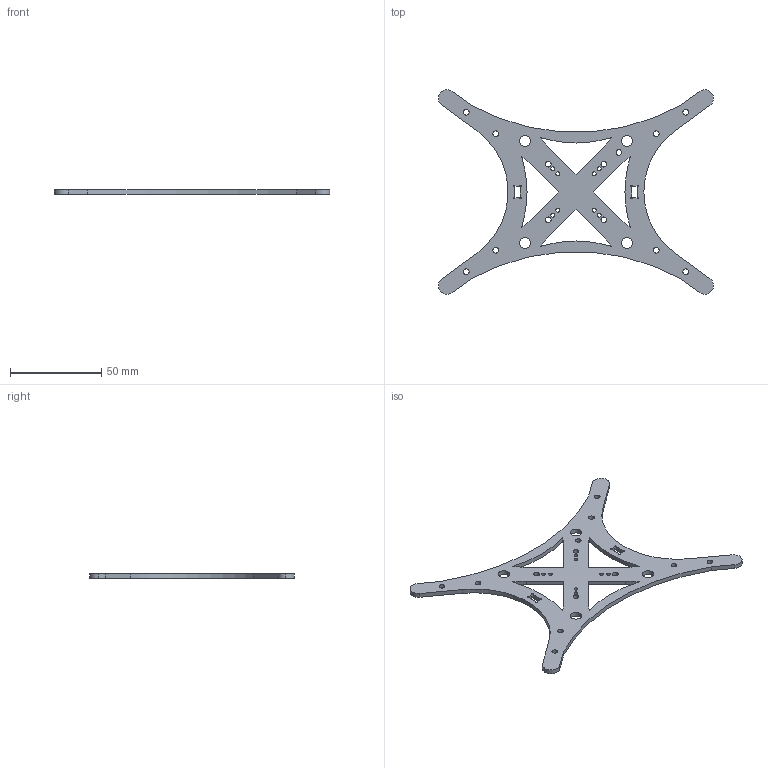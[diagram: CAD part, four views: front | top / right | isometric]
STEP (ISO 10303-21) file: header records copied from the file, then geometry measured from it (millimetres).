
FILE_DESCRIPTION (( 'STEP AP203' ), '1' );
FILE_NAME ('翋賦凳2.STEP', '2024-07-24T01:55:47', ( '' ), ( '' ), 'SwSTEP 2.0', 'SolidWorks 2020', '' );
FILE_SCHEMA (( 'CONFIG_CONTROL_DESIGN' ));
Length unit declared in the file: millimetre
Products named in the file (1): 翋賦凳2
Bounding box: 150.97 x 112.28 x 2.5 mm (x, y, z)
Volume: 14277.4 mm3; surface area: 14664.4 mm2
Topology: 1 solids, 1 shells, 112 faces, 330 edges, 220 vertices
Faces by surface type: cylinder 86, plane 26
Entity records: 4027 total; most frequent: DIRECTION 728, CARTESIAN_POINT 663, ORIENTED_EDGE 660, EDGE_CURVE 330, AXIS2_PLACEMENT_3D 285, VERTEX_POINT 220, EDGE_LOOP 174, CIRCLE 172
